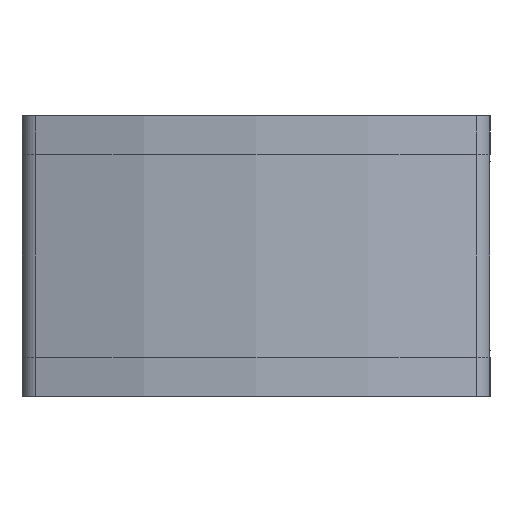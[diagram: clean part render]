
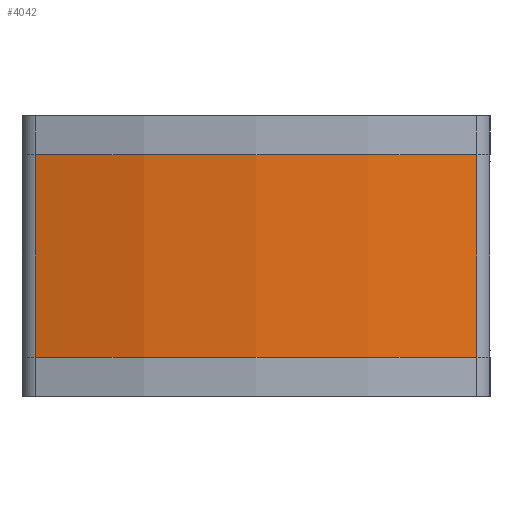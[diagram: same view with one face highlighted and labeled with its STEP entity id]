
A CAD part, left-side view. The second image highlights one B-rep face of the part: STEP entity #4042.
In plain terms, the highlighted cylindrical face has radius 57.15 mm (diameter 114.3 mm), a partial arc.
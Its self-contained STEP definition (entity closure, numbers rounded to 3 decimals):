
#4042 = ADVANCED_FACE('',(#4043),#4058,.T.);
#4043 = FACE_BOUND('',#4044,.F.);
#4044 = EDGE_LOOP('',(#4045,#4081,#4109,#4138));
#4045 = ORIENTED_EDGE('',*,*,#4046,.F.);
#4046 = EDGE_CURVE('',#4047,#4049,#4051,.T.);
#4047 = VERTEX_POINT('',#4048);
#4048 = CARTESIAN_POINT('',(-54.254,17.961,-8.255));
#4049 = VERTEX_POINT('',#4050);
#4050 = CARTESIAN_POINT('',(-54.254,-17.961,-8.255));
#4051 = SURFACE_CURVE('',#4052,(#4057,#4069),.PCURVE_S1.);
#4052 = CIRCLE('',#4053,57.15);
#4053 = AXIS2_PLACEMENT_3D('',#4054,#4055,#4056);
#4054 = CARTESIAN_POINT('',(0.,0.,-8.255));
#4055 = DIRECTION('',(0.,0.,1.));
#4056 = DIRECTION('',(1.,0.,0.));
#4057 = PCURVE('',#4058,#4063);
#4058 = CYLINDRICAL_SURFACE('',#4059,57.15);
#4059 = AXIS2_PLACEMENT_3D('',#4060,#4061,#4062);
#4060 = CARTESIAN_POINT('',(0.,0.,-8.255));
#4061 = DIRECTION('',(-0.,-0.,-1.));
#4062 = DIRECTION('',(1.,0.,0.));
#4063 = DEFINITIONAL_REPRESENTATION('',(#4064),#4068);
#4064 = LINE('',#4065,#4066);
#4065 = CARTESIAN_POINT('',(-0.,0.));
#4066 = VECTOR('',#4067,1.);
#4067 = DIRECTION('',(-1.,0.));
#4068 = ( GEOMETRIC_REPRESENTATION_CONTEXT(2) 
PARAMETRIC_REPRESENTATION_CONTEXT() REPRESENTATION_CONTEXT('2D SPACE',''
  ) );
#4069 = PCURVE('',#4070,#4075);
#4070 = PLANE('',#4071);
#4071 = AXIS2_PLACEMENT_3D('',#4072,#4073,#4074);
#4072 = CARTESIAN_POINT('',(-44.45,0.,-8.255));
#4073 = DIRECTION('',(0.,0.,1.));
#4074 = DIRECTION('',(1.,0.,0.));
#4075 = DEFINITIONAL_REPRESENTATION('',(#4076),#4080);
#4076 = CIRCLE('',#4077,57.15);
#4077 = AXIS2_PLACEMENT_2D('',#4078,#4079);
#4078 = CARTESIAN_POINT('',(44.45,0.));
#4079 = DIRECTION('',(1.,0.));
#4080 = ( GEOMETRIC_REPRESENTATION_CONTEXT(2) 
PARAMETRIC_REPRESENTATION_CONTEXT() REPRESENTATION_CONTEXT('2D SPACE',''
  ) );
#4081 = ORIENTED_EDGE('',*,*,#4082,.T.);
#4082 = EDGE_CURVE('',#4047,#4083,#4085,.T.);
#4083 = VERTEX_POINT('',#4084);
#4084 = CARTESIAN_POINT('',(-54.254,17.961,8.255));
#4085 = SURFACE_CURVE('',#4086,(#4090,#4097),.PCURVE_S1.);
#4086 = LINE('',#4087,#4088);
#4087 = CARTESIAN_POINT('',(-54.254,17.961,-8.255));
#4088 = VECTOR('',#4089,1.);
#4089 = DIRECTION('',(0.,0.,1.));
#4090 = PCURVE('',#4058,#4091);
#4091 = DEFINITIONAL_REPRESENTATION('',(#4092),#4096);
#4092 = LINE('',#4093,#4094);
#4093 = CARTESIAN_POINT('',(-2.822,0.));
#4094 = VECTOR('',#4095,1.);
#4095 = DIRECTION('',(-0.,-1.));
#4096 = ( GEOMETRIC_REPRESENTATION_CONTEXT(2) 
PARAMETRIC_REPRESENTATION_CONTEXT() REPRESENTATION_CONTEXT('2D SPACE',''
  ) );
#4097 = PCURVE('',#4098,#4103);
#4098 = CYLINDRICAL_SURFACE('',#4099,1.588);
#4099 = AXIS2_PLACEMENT_3D('',#4100,#4101,#4102);
#4100 = CARTESIAN_POINT('',(-52.747,17.463,-8.255));
#4101 = DIRECTION('',(0.,0.,1.));
#4102 = DIRECTION('',(-0.949,0.314,0.));
#4103 = DEFINITIONAL_REPRESENTATION('',(#4104),#4108);
#4104 = LINE('',#4105,#4106);
#4105 = CARTESIAN_POINT('',(-0.,0.));
#4106 = VECTOR('',#4107,1.);
#4107 = DIRECTION('',(-0.,1.));
#4108 = ( GEOMETRIC_REPRESENTATION_CONTEXT(2) 
PARAMETRIC_REPRESENTATION_CONTEXT() REPRESENTATION_CONTEXT('2D SPACE',''
  ) );
#4109 = ORIENTED_EDGE('',*,*,#4110,.T.);
#4110 = EDGE_CURVE('',#4083,#4111,#4113,.T.);
#4111 = VERTEX_POINT('',#4112);
#4112 = CARTESIAN_POINT('',(-54.254,-17.961,8.255));
#4113 = SURFACE_CURVE('',#4114,(#4119,#4126),.PCURVE_S1.);
#4114 = CIRCLE('',#4115,57.15);
#4115 = AXIS2_PLACEMENT_3D('',#4116,#4117,#4118);
#4116 = CARTESIAN_POINT('',(0.,0.,8.255));
#4117 = DIRECTION('',(0.,0.,1.));
#4118 = DIRECTION('',(1.,0.,0.));
#4119 = PCURVE('',#4058,#4120);
#4120 = DEFINITIONAL_REPRESENTATION('',(#4121),#4125);
#4121 = LINE('',#4122,#4123);
#4122 = CARTESIAN_POINT('',(-0.,-16.51));
#4123 = VECTOR('',#4124,1.);
#4124 = DIRECTION('',(-1.,0.));
#4125 = ( GEOMETRIC_REPRESENTATION_CONTEXT(2) 
PARAMETRIC_REPRESENTATION_CONTEXT() REPRESENTATION_CONTEXT('2D SPACE',''
  ) );
#4126 = PCURVE('',#4127,#4132);
#4127 = PLANE('',#4128);
#4128 = AXIS2_PLACEMENT_3D('',#4129,#4130,#4131);
#4129 = CARTESIAN_POINT('',(-44.45,0.,8.255));
#4130 = DIRECTION('',(0.,0.,1.));
#4131 = DIRECTION('',(1.,0.,0.));
#4132 = DEFINITIONAL_REPRESENTATION('',(#4133),#4137);
#4133 = CIRCLE('',#4134,57.15);
#4134 = AXIS2_PLACEMENT_2D('',#4135,#4136);
#4135 = CARTESIAN_POINT('',(44.45,0.));
#4136 = DIRECTION('',(1.,0.));
#4137 = ( GEOMETRIC_REPRESENTATION_CONTEXT(2) 
PARAMETRIC_REPRESENTATION_CONTEXT() REPRESENTATION_CONTEXT('2D SPACE',''
  ) );
#4138 = ORIENTED_EDGE('',*,*,#4139,.F.);
#4139 = EDGE_CURVE('',#4049,#4111,#4140,.T.);
#4140 = SURFACE_CURVE('',#4141,(#4145,#4152),.PCURVE_S1.);
#4141 = LINE('',#4142,#4143);
#4142 = CARTESIAN_POINT('',(-54.254,-17.961,-8.255));
#4143 = VECTOR('',#4144,1.);
#4144 = DIRECTION('',(0.,0.,1.));
#4145 = PCURVE('',#4058,#4146);
#4146 = DEFINITIONAL_REPRESENTATION('',(#4147),#4151);
#4147 = LINE('',#4148,#4149);
#4148 = CARTESIAN_POINT('',(-3.461,0.));
#4149 = VECTOR('',#4150,1.);
#4150 = DIRECTION('',(-0.,-1.));
#4151 = ( GEOMETRIC_REPRESENTATION_CONTEXT(2) 
PARAMETRIC_REPRESENTATION_CONTEXT() REPRESENTATION_CONTEXT('2D SPACE',''
  ) );
#4152 = PCURVE('',#4153,#4158);
#4153 = CYLINDRICAL_SURFACE('',#4154,1.588);
#4154 = AXIS2_PLACEMENT_3D('',#4155,#4156,#4157);
#4155 = CARTESIAN_POINT('',(-52.747,-17.463,-8.255));
#4156 = DIRECTION('',(0.,0.,1.));
#4157 = DIRECTION('',(-0.949,-0.314,0.));
#4158 = DEFINITIONAL_REPRESENTATION('',(#4159),#4163);
#4159 = LINE('',#4160,#4161);
#4160 = CARTESIAN_POINT('',(0.,0.));
#4161 = VECTOR('',#4162,1.);
#4162 = DIRECTION('',(0.,1.));
#4163 = ( GEOMETRIC_REPRESENTATION_CONTEXT(2) 
PARAMETRIC_REPRESENTATION_CONTEXT() REPRESENTATION_CONTEXT('2D SPACE',''
  ) );
